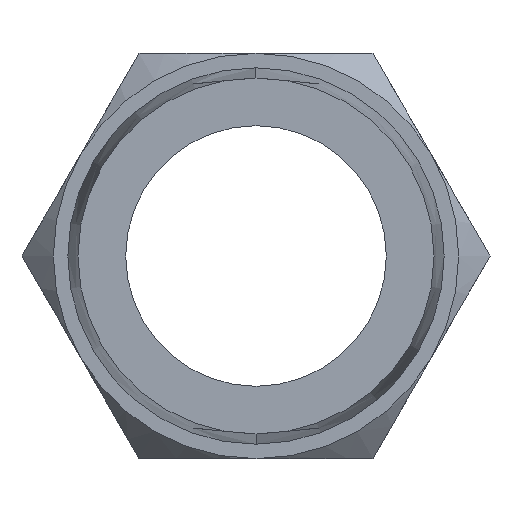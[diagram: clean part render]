
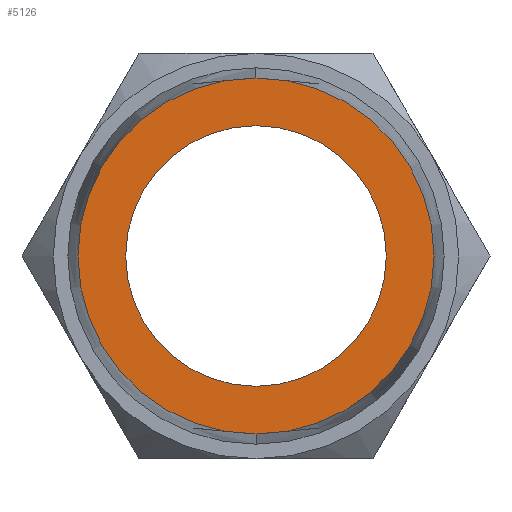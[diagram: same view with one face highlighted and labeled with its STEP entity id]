
A CAD part, left-side view. The second image highlights one B-rep face of the part: STEP entity #5126.
In plain terms, the highlighted planar face has unit normal (-1, 0, 0).
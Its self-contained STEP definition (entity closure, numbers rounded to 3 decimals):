
#208 = ORIENTED_EDGE ( 'NONE', *, *, #1229, .T. ) ;
#258 = CIRCLE ( 'NONE', #653, 6.15 ) ;
#281 = CARTESIAN_POINT ( 'NONE',  ( 0., 0., 0. ) ) ;
#314 = CARTESIAN_POINT ( 'NONE',  ( 0., 0., 0. ) ) ;
#559 = CIRCLE ( 'NONE', #5962, 4.5 ) ;
#653 = AXIS2_PLACEMENT_3D ( 'NONE', #971, #4307, #4216 ) ;
#740 = CARTESIAN_POINT ( 'NONE',  ( 0., 0., -6.15 ) ) ;
#787 = EDGE_LOOP ( 'NONE', ( #208, #3811 ) ) ;
#888 = ORIENTED_EDGE ( 'NONE', *, *, #2217, .T. ) ;
#971 = CARTESIAN_POINT ( 'NONE',  ( 0., 0., 0. ) ) ;
#1145 = DIRECTION ( 'NONE',  ( 0., 0., -1. ) ) ;
#1229 = EDGE_CURVE ( 'NONE', #3259, #4382, #559, .T. ) ;
#1545 = CIRCLE ( 'NONE', #2225, 4.5 ) ;
#1640 = CARTESIAN_POINT ( 'NONE',  ( 0., 0., 6.15 ) ) ;
#2154 = DIRECTION ( 'NONE',  ( 1., 0., 0. ) ) ;
#2217 = EDGE_CURVE ( 'NONE', #4199, #2416, #4209, .T. ) ;
#2225 = AXIS2_PLACEMENT_3D ( 'NONE', #314, #2591, #4477 ) ;
#2385 = DIRECTION ( 'NONE',  ( 0., 0., 1. ) ) ;
#2416 = VERTEX_POINT ( 'NONE', #740 ) ;
#2587 = CARTESIAN_POINT ( 'NONE',  ( 0., 0., 0. ) ) ;
#2591 = DIRECTION ( 'NONE',  ( 1., 0., 0. ) ) ;
#2614 = AXIS2_PLACEMENT_3D ( 'NONE', #4143, #6020, #2385 ) ;
#2862 = EDGE_LOOP ( 'NONE', ( #3185, #888 ) ) ;
#2973 = EDGE_CURVE ( 'NONE', #2416, #4199, #258, .T. ) ;
#3020 = FACE_OUTER_BOUND ( 'NONE', #2862, .T. ) ;
#3066 = EDGE_CURVE ( 'NONE', #4382, #3259, #1545, .T. ) ;
#3185 = ORIENTED_EDGE ( 'NONE', *, *, #2973, .T. ) ;
#3259 = VERTEX_POINT ( 'NONE', #4362 ) ;
#3518 = AXIS2_PLACEMENT_3D ( 'NONE', #281, #2154, #5886 ) ;
#3811 = ORIENTED_EDGE ( 'NONE', *, *, #3066, .T. ) ;
#3864 = DIRECTION ( 'NONE',  ( 1., 0., 0. ) ) ;
#4066 = FACE_BOUND ( 'NONE', #787, .T. ) ;
#4143 = CARTESIAN_POINT ( 'NONE',  ( 0., 0., 0. ) ) ;
#4199 = VERTEX_POINT ( 'NONE', #1640 ) ;
#4209 = CIRCLE ( 'NONE', #2614, 6.15 ) ;
#4216 = DIRECTION ( 'NONE',  ( 0., 0., 1. ) ) ;
#4307 = DIRECTION ( 'NONE',  ( -1., 0., 0. ) ) ;
#4362 = CARTESIAN_POINT ( 'NONE',  ( 0., 0., 4.5 ) ) ;
#4382 = VERTEX_POINT ( 'NONE', #4547 ) ;
#4477 = DIRECTION ( 'NONE',  ( 0., 0., -1. ) ) ;
#4547 = CARTESIAN_POINT ( 'NONE',  ( 0., 0., -4.5 ) ) ;
#5126 = ADVANCED_FACE ( 'NONE', ( #4066, #3020 ), #5852, .F. ) ;
#5852 = PLANE ( 'NONE',  #3518 ) ;
#5886 = DIRECTION ( 'NONE',  ( 0., 0., -1. ) ) ;
#5962 = AXIS2_PLACEMENT_3D ( 'NONE', #2587, #3864, #1145 ) ;
#6020 = DIRECTION ( 'NONE',  ( -1., 0., 0. ) ) ;
